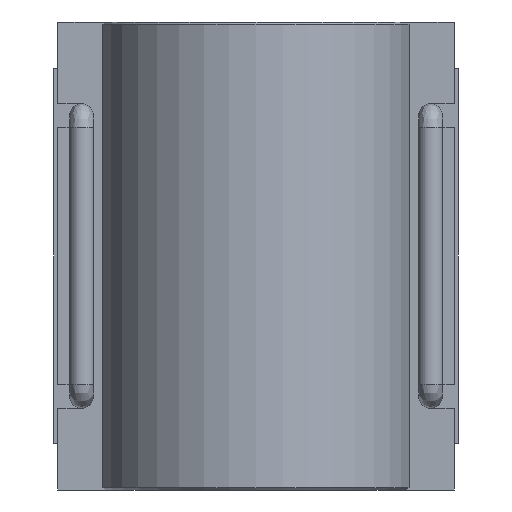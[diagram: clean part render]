
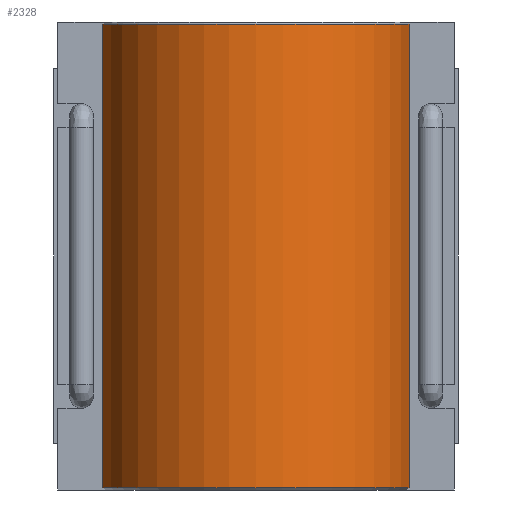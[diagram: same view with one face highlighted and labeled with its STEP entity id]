
A CAD part, front view. The second image highlights one B-rep face of the part: STEP entity #2328.
In plain terms, the highlighted cylindrical face has radius 39.375 mm (diameter 78.75 mm), a partial arc.
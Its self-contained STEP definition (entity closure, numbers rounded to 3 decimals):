
#73=CYLINDRICAL_SURFACE('',#2513,39.375);
#264=FACE_OUTER_BOUND('',#438,.T.);
#438=EDGE_LOOP('',(#1926,#1927,#1928,#1929));
#639=LINE('',#4046,#830);
#661=LINE('',#4236,#852);
#830=VECTOR('',#2936,116.74);
#852=VECTOR('',#3012,116.74);
#935=CIRCLE('',#2511,39.375);
#937=CIRCLE('',#2514,39.375);
#1113=VERTEX_POINT('',#4041);
#1114=VERTEX_POINT('',#4045);
#1133=VERTEX_POINT('',#4226);
#1135=VERTEX_POINT('',#4234);
#1384=EDGE_CURVE('',#1113,#1114,#639,.T.);
#1418=EDGE_CURVE('',#1114,#1133,#935,.T.);
#1421=EDGE_CURVE('',#1135,#1113,#937,.T.);
#1422=EDGE_CURVE('',#1135,#1133,#661,.T.);
#1926=ORIENTED_EDGE('',*,*,#1418,.F.);
#1927=ORIENTED_EDGE('',*,*,#1384,.F.);
#1928=ORIENTED_EDGE('',*,*,#1421,.F.);
#1929=ORIENTED_EDGE('',*,*,#1422,.T.);
#2328=ADVANCED_FACE('',(#264),#73,.T.);
#2511=AXIS2_PLACEMENT_3D('',#4227,#3004,#3005);
#2513=AXIS2_PLACEMENT_3D('',#4233,#3008,#3009);
#2514=AXIS2_PLACEMENT_3D('',#4235,#3010,#3011);
#2936=DIRECTION('',(0.,0.,1.));
#3004=DIRECTION('center_axis',(0.,0.,1.));
#3005=DIRECTION('ref_axis',(1.,0.,0.));
#3008=DIRECTION('center_axis',(0.,0.,1.));
#3009=DIRECTION('ref_axis',(1.,0.,0.));
#3010=DIRECTION('center_axis',(0.,0.,-1.));
#3011=DIRECTION('ref_axis',(1.,0.,0.));
#3012=DIRECTION('',(0.,0.,1.));
#4041=CARTESIAN_POINT('',(-38.579,-7.875,-58.37));
#4045=CARTESIAN_POINT('',(-38.579,-7.875,58.37));
#4046=CARTESIAN_POINT('',(-38.579,-7.875,0.));
#4226=CARTESIAN_POINT('',(38.579,-7.875,58.37));
#4227=CARTESIAN_POINT('Origin',(0.,0.,58.37));
#4233=CARTESIAN_POINT('Origin',(0.,0.,0.));
#4234=CARTESIAN_POINT('',(38.579,-7.875,-58.37));
#4235=CARTESIAN_POINT('Origin',(0.,0.,-58.37));
#4236=CARTESIAN_POINT('',(38.579,-7.875,0.));
